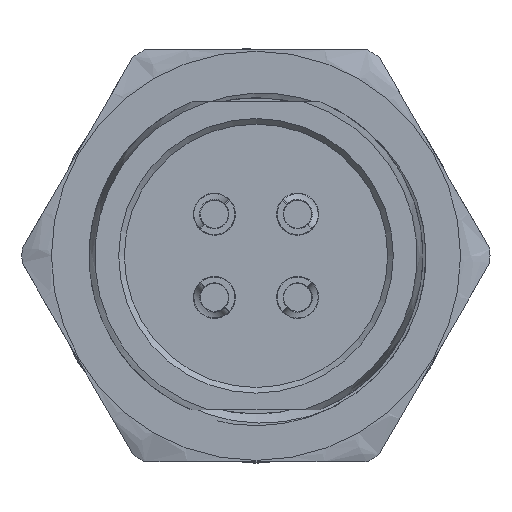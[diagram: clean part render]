
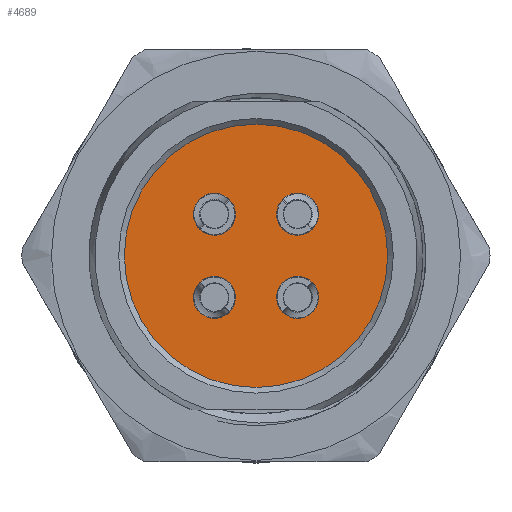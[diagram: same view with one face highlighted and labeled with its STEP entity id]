
A CAD part, front view. The second image highlights one B-rep face of the part: STEP entity #4689.
In plain terms, the highlighted planar face has unit normal (0, -1, 0).
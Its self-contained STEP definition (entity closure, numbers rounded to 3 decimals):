
#192=PLANE('',#4999);
#416=FACE_OUTER_BOUND('',#704,.T.);
#704=EDGE_LOOP('',(#3997));
#887=CIRCLE('',#4998,4.7);
#2088=VERTEX_POINT('',#18885);
#2734=EDGE_CURVE('',#2088,#2088,#887,.T.);
#3997=ORIENTED_EDGE('',*,*,#2734,.T.);
#4689=ADVANCED_FACE('',(#416),#192,.T.);
#4998=AXIS2_PLACEMENT_3D('',#18887,#5716,#5717);
#4999=AXIS2_PLACEMENT_3D('',#18888,#5718,#5719);
#5716=DIRECTION('center_axis',(0.,-1.,0.));
#5717=DIRECTION('ref_axis',(1.,0.,0.));
#5718=DIRECTION('center_axis',(0.,-1.,0.));
#5719=DIRECTION('ref_axis',(1.,0.,0.));
#18885=CARTESIAN_POINT('',(-4.7,-9.1,0.));
#18887=CARTESIAN_POINT('Origin',(0.,-9.1,0.));
#18888=CARTESIAN_POINT('Origin',(0.,-9.1,0.));
